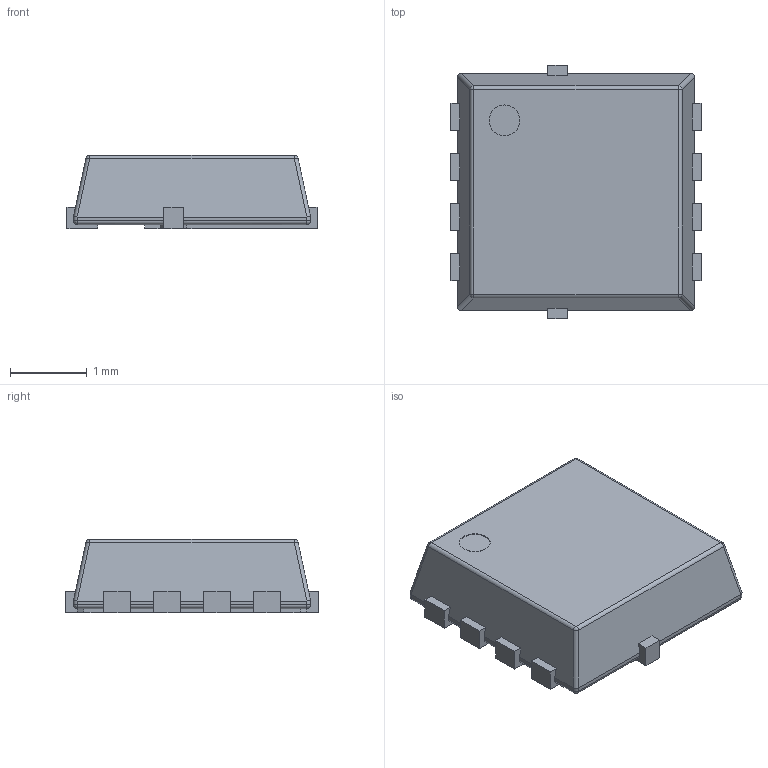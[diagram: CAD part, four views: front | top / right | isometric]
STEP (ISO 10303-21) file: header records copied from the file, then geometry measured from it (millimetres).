
FILE_DESCRIPTION(/* description */ ('model of 1212-8-PowerPAK'),/* implementation_level */ '2;1');
FILE_NAME(/* name */ '1212-8-PowerPAK.stp',/* time_stamp */ '2015-12-05T22:24:09',/* author */ ('Joan The Spark',''),/* organization */ (''),/* preprocessor_version */ '',/* originating_system */ '',/* authorisation */ '');
FILE_SCHEMA (('AUTOMOTIVE_DESIGN { 1 0 10303 214 3 1 1 }'));
Length unit declared in the file: millimetre
Products named in the file (1): 1212-8-PowerPAK-single
Bounding box: 3.25 x 3.3 x 0.95 mm (x, y, z)
Volume: 8.1 mm3; surface area: 29.4 mm2
Topology: 1 solids, 1 shells, 124 faces, 339 edges, 218 vertices
Faces by surface type: plane 89, cylinder 27, sphere 8
Full cylindrical faces by diameter (mm): 0.4 x1
Entity records: 3967 total; most frequent: CARTESIAN_POINT 681, ORIENTED_EDGE 676, DIRECTION 650, EDGE_CURVE 338, LINE 276, VECTOR 276, VERTEX_POINT 218, AXIS2_PLACEMENT_3D 187
